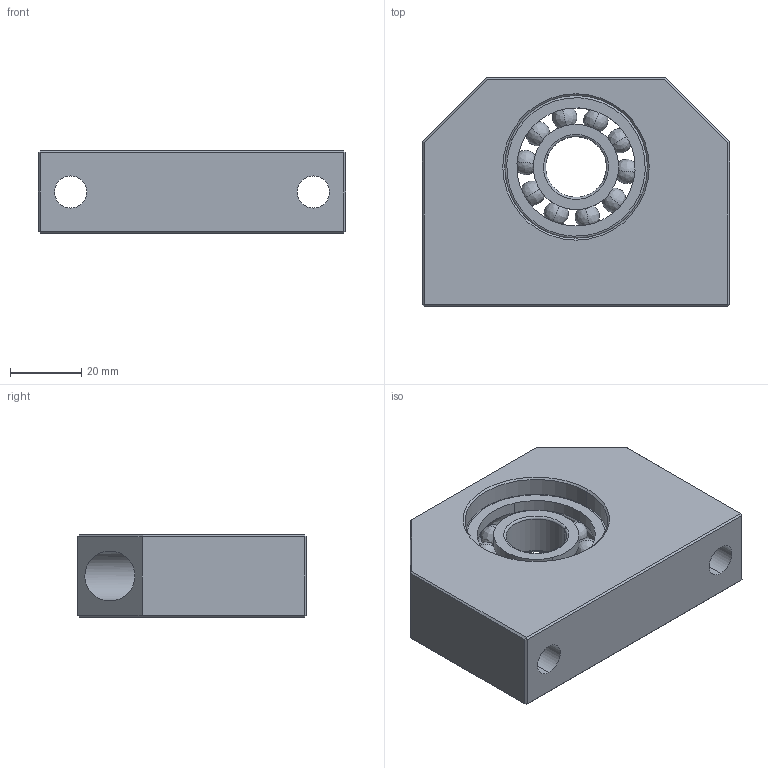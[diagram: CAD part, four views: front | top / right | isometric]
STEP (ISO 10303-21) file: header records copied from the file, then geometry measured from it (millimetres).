
FILE_DESCRIPTION (( 'STEP AP203' ), '1' );
FILE_NAME ('BF 17.STEP', '2014-10-22T02:09:03', ( 'star' ), ( '' ), 'SwSTEP 2.0', 'SolidWorks 2013', '' );
FILE_SCHEMA (( 'CONFIG_CONTROL_DESIGN' ));
Length unit declared in the file: millimetre
Products named in the file (3): #6203(17X40X12); BF 17
Assembly tree (2 placements, depth 2):
  BF 17
    #6203(17X40X12)
    BF 17
Bounding box: 86 x 64 x 23 mm (x, y, z)
Volume: 88373.8 mm3; surface area: 27503.7 mm2
Topology: 2 solids, 2 shells, 199 faces, 592 edges, 362 vertices
Faces by surface type: plane 85, bspline 80, cylinder 22, torus 8, cone 4
Entity records: 12693 total; most frequent: CARTESIAN_POINT 7764, ORIENTED_EDGE 1104, DIRECTION 738, EDGE_CURVE 552, VERTEX_POINT 362, VECTOR 258, LINE 258, AXIS2_PLACEMENT_3D 240
